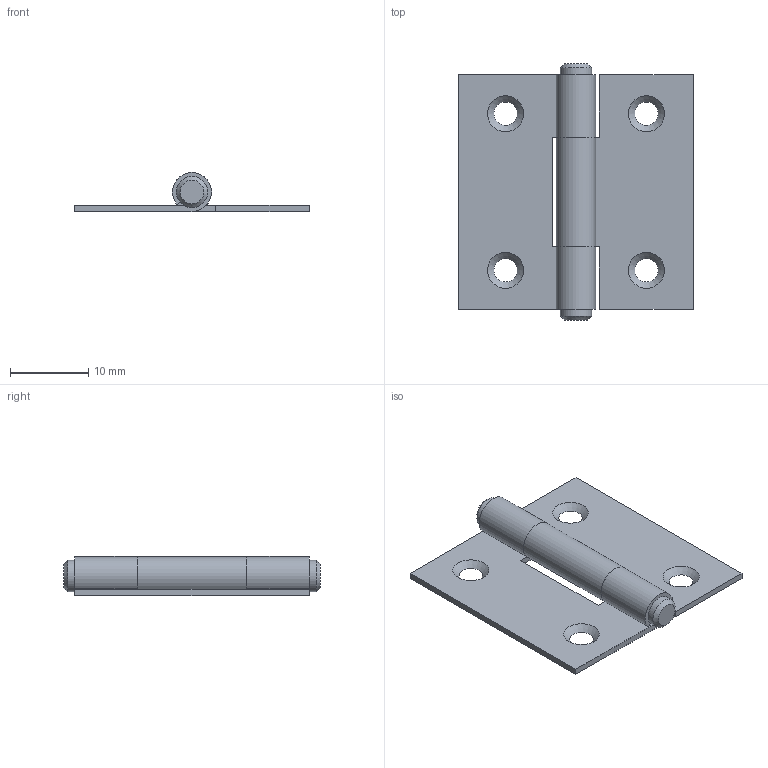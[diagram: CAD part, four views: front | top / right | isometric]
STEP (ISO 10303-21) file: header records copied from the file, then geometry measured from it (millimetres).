
FILE_DESCRIPTION (( 'STEP AP203' ), '1' );
FILE_NAME ('451-11.step', '2021-11-25T13:16:18', ( '' ), ( '' ), 'SwSTEP 2.0', 'SolidWorks 2018', '' );
FILE_SCHEMA (( 'CONFIG_CONTROL_DESIGN' ));
Length unit declared in the file: millimetre
Products named in the file (7): 451-11; 451-11 Teil1; 451-11 Teil3; 451-11 Teil2
Assembly tree (3 placements, depth 2):
  451-11
    451-11 Teil1
    451-11 Teil2
    451-11 Teil3
  451-11 Teil3
  451-11 Teil2
  451-11 Teil1
Bounding box: 30 x 32.8 x 5 mm (x, y, z)
Volume: 1187.9 mm3; surface area: 2847.6 mm2
Topology: 3 solids, 3 shells, 208 faces, 548 edges, 366 vertices
Faces by surface type: plane 137, bspline 56, cylinder 9, cone 6
Full cylindrical faces by diameter (mm): 3.4 x1, 4 x2
Entity records: 9675 total; most frequent: CARTESIAN_POINT 4288, ORIENTED_EDGE 1070, DIRECTION 769, EDGE_CURVE 535, LINE 395, VECTOR 395, VERTEX_POINT 362, EDGE_LOOP 245
